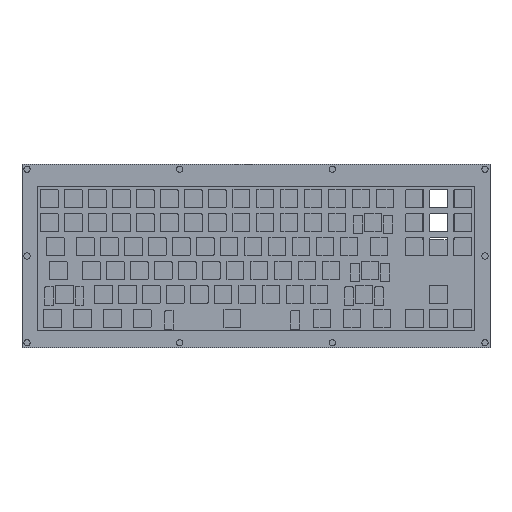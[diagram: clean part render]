
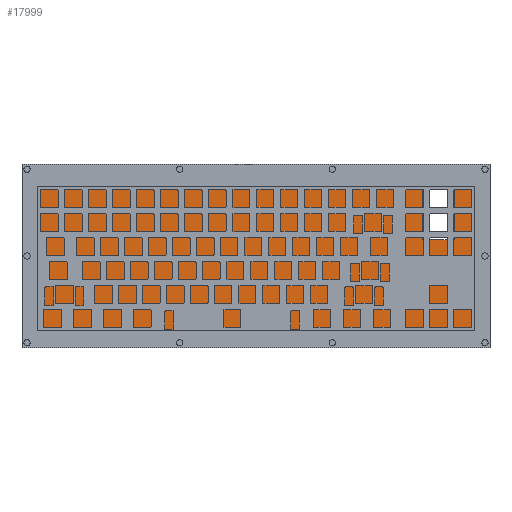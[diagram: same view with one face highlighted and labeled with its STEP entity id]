
A CAD part, top view. The second image highlights one B-rep face of the part: STEP entity #17999.
In plain terms, the highlighted planar face has unit normal (0, 0, 1).
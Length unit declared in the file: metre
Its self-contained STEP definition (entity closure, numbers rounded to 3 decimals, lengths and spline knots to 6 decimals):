
#42=CIRCLE('',#19147,0.00165);
#44=CIRCLE('',#19150,0.00165);
#46=CIRCLE('',#19153,0.00165);
#48=CIRCLE('',#19156,0.00165);
#50=CIRCLE('',#19159,0.00165);
#52=CIRCLE('',#19162,0.00165);
#54=CIRCLE('',#19165,0.00165);
#56=CIRCLE('',#19168,0.00165);
#58=CIRCLE('',#19171,0.00165);
#60=CIRCLE('',#19175,0.00165);
#1525=ORIENTED_EDGE('',*,*,#6815,.T.);
#1526=ORIENTED_EDGE('',*,*,#6819,.F.);
#1527=ORIENTED_EDGE('',*,*,#6822,.F.);
#1528=ORIENTED_EDGE('',*,*,#6825,.T.);
#1529=ORIENTED_EDGE('',*,*,#6828,.T.);
#1530=ORIENTED_EDGE('',*,*,#6831,.F.);
#1531=ORIENTED_EDGE('',*,*,#6834,.F.);
#1532=ORIENTED_EDGE('',*,*,#6854,.T.);
#1533=ORIENTED_EDGE('',*,*,#6851,.F.);
#1534=ORIENTED_EDGE('',*,*,#6849,.F.);
#1535=ORIENTED_EDGE('',*,*,#6847,.F.);
#1536=ORIENTED_EDGE('',*,*,#6845,.F.);
#1537=ORIENTED_EDGE('',*,*,#6843,.F.);
#1538=ORIENTED_EDGE('',*,*,#6841,.F.);
#1539=ORIENTED_EDGE('',*,*,#6839,.F.);
#1540=ORIENTED_EDGE('',*,*,#6837,.F.);
#1541=ORIENTED_EDGE('',*,*,#6835,.F.);
#1542=ORIENTED_EDGE('',*,*,#6855,.F.);
#6815=EDGE_CURVE('',#9486,#9485,#11319,.T.);
#6819=EDGE_CURVE('',#9488,#9485,#11323,.T.);
#6822=EDGE_CURVE('',#9490,#9488,#11326,.T.);
#6825=EDGE_CURVE('',#9490,#9492,#11329,.T.);
#6828=EDGE_CURVE('',#9492,#9494,#11332,.T.);
#6831=EDGE_CURVE('',#9496,#9494,#11335,.T.);
#6834=EDGE_CURVE('',#9498,#9496,#11338,.T.);
#6835=EDGE_CURVE('',#9499,#9499,#42,.T.);
#6837=EDGE_CURVE('',#9501,#9501,#44,.T.);
#6839=EDGE_CURVE('',#9503,#9503,#46,.T.);
#6841=EDGE_CURVE('',#9505,#9505,#48,.T.);
#6843=EDGE_CURVE('',#9507,#9507,#50,.T.);
#6845=EDGE_CURVE('',#9509,#9509,#52,.T.);
#6847=EDGE_CURVE('',#9511,#9511,#54,.T.);
#6849=EDGE_CURVE('',#9513,#9513,#56,.T.);
#6851=EDGE_CURVE('',#9515,#9515,#58,.T.);
#6854=EDGE_CURVE('',#9498,#9486,#11340,.T.);
#6855=EDGE_CURVE('',#9517,#9517,#60,.T.);
#9485=VERTEX_POINT('',#26677);
#9486=VERTEX_POINT('',#26679);
#9488=VERTEX_POINT('',#26685);
#9490=VERTEX_POINT('',#26691);
#9492=VERTEX_POINT('',#26697);
#9494=VERTEX_POINT('',#26703);
#9496=VERTEX_POINT('',#26709);
#9498=VERTEX_POINT('',#26715);
#9499=VERTEX_POINT('',#26719);
#9501=VERTEX_POINT('',#26724);
#9503=VERTEX_POINT('',#26729);
#9505=VERTEX_POINT('',#26734);
#9507=VERTEX_POINT('',#26739);
#9509=VERTEX_POINT('',#26744);
#9511=VERTEX_POINT('',#26749);
#9513=VERTEX_POINT('',#26754);
#9515=VERTEX_POINT('',#26759);
#9517=VERTEX_POINT('',#26767);
#11319=LINE('',#26678,#13035);
#11323=LINE('',#26686,#13039);
#11326=LINE('',#26692,#13042);
#11329=LINE('',#26698,#13045);
#11332=LINE('',#26704,#13048);
#11335=LINE('',#26710,#13051);
#11338=LINE('',#26716,#13054);
#11340=LINE('',#26764,#13056);
#13035=VECTOR('',#21083,1.);
#13039=VECTOR('',#21089,1.);
#13042=VECTOR('',#21094,1.);
#13045=VECTOR('',#21099,1.);
#13048=VECTOR('',#21104,1.);
#13051=VECTOR('',#21109,1.);
#13054=VECTOR('',#21114,1.);
#13056=VECTOR('',#21172,1.);
#14777=EDGE_LOOP('',(#1525,#1526,#1527,#1528,#1529,#1530,#1531,#1532));
#14778=EDGE_LOOP('',(#1533));
#14779=EDGE_LOOP('',(#1534));
#14780=EDGE_LOOP('',(#1535));
#14781=EDGE_LOOP('',(#1536));
#14782=EDGE_LOOP('',(#1537));
#14783=EDGE_LOOP('',(#1538));
#14784=EDGE_LOOP('',(#1539));
#14785=EDGE_LOOP('',(#1540));
#14786=EDGE_LOOP('',(#1541));
#14787=EDGE_LOOP('',(#1542));
#16147=FACE_BOUND('',#14777,.T.);
#16148=FACE_BOUND('',#14778,.T.);
#16149=FACE_BOUND('',#14779,.T.);
#16150=FACE_BOUND('',#14780,.T.);
#16151=FACE_BOUND('',#14781,.T.);
#16152=FACE_BOUND('',#14782,.T.);
#16153=FACE_BOUND('',#14783,.T.);
#16154=FACE_BOUND('',#14784,.T.);
#16155=FACE_BOUND('',#14785,.T.);
#16156=FACE_BOUND('',#14786,.T.);
#16157=FACE_BOUND('',#14787,.T.);
#17497=PLANE('',#19177);
#17999=ADVANCED_FACE('',(#16147,#16148,#16149,#16150,#16151,#16152,#16153,
#16154,#16155,#16156,#16157),#17497,.T.);
#19147=AXIS2_PLACEMENT_3D('',#26718,#21117,#21118);
#19150=AXIS2_PLACEMENT_3D('',#26723,#21123,#21124);
#19153=AXIS2_PLACEMENT_3D('',#26728,#21129,#21130);
#19156=AXIS2_PLACEMENT_3D('',#26733,#21135,#21136);
#19159=AXIS2_PLACEMENT_3D('',#26738,#21141,#21142);
#19162=AXIS2_PLACEMENT_3D('',#26743,#21147,#21148);
#19165=AXIS2_PLACEMENT_3D('',#26748,#21153,#21154);
#19168=AXIS2_PLACEMENT_3D('',#26753,#21159,#21160);
#19171=AXIS2_PLACEMENT_3D('',#26758,#21165,#21166);
#19175=AXIS2_PLACEMENT_3D('',#26766,#21175,#21176);
#19177=AXIS2_PLACEMENT_3D('',#26770,#21179,#21180);
#21083=DIRECTION('',(-1.,0.,0.));
#21089=DIRECTION('',(0.,-1.,0.));
#21094=DIRECTION('',(1.,0.,0.));
#21099=DIRECTION('',(0.,-1.,0.));
#21104=DIRECTION('',(1.,0.,0.));
#21109=DIRECTION('',(0.,-1.,0.));
#21114=DIRECTION('',(1.,0.,0.));
#21117=DIRECTION('',(0.,0.,1.));
#21118=DIRECTION('',(1.,0.,0.));
#21123=DIRECTION('',(0.,0.,1.));
#21124=DIRECTION('',(1.,0.,0.));
#21129=DIRECTION('',(0.,0.,1.));
#21130=DIRECTION('',(1.,0.,0.));
#21135=DIRECTION('',(0.,0.,1.));
#21136=DIRECTION('',(1.,0.,0.));
#21141=DIRECTION('',(0.,0.,1.));
#21142=DIRECTION('',(1.,0.,0.));
#21147=DIRECTION('',(0.,0.,1.));
#21148=DIRECTION('',(1.,0.,0.));
#21153=DIRECTION('',(0.,0.,1.));
#21154=DIRECTION('',(1.,0.,0.));
#21159=DIRECTION('',(0.,0.,1.));
#21160=DIRECTION('',(1.,0.,0.));
#21165=DIRECTION('',(0.,0.,1.));
#21166=DIRECTION('',(1.,0.,0.));
#21172=DIRECTION('',(0.,-1.,0.));
#21175=DIRECTION('',(0.,0.,1.));
#21176=DIRECTION('',(1.,0.,0.));
#21179=DIRECTION('',(0.,0.,1.));
#21180=DIRECTION('',(1.,0.,0.));
#26677=CARTESIAN_POINT('',(0.1325,0.013,0.0035));
#26678=CARTESIAN_POINT('',(0.154668,0.013,0.0035));
#26679=CARTESIAN_POINT('',(0.1575,0.013,0.0035));
#26685=CARTESIAN_POINT('',(0.1325,0.073,0.0035));
#26686=CARTESIAN_POINT('',(0.1325,0.069,0.0035));
#26691=CARTESIAN_POINT('',(-0.186,0.073,0.0035));
#26692=CARTESIAN_POINT('',(-0.02675,0.073,0.0035));
#26697=CARTESIAN_POINT('',(-0.186,-0.073,0.0035));
#26698=CARTESIAN_POINT('',(-0.186,0.,0.0035));
#26703=CARTESIAN_POINT('',(0.186,-0.073,0.0035));
#26704=CARTESIAN_POINT('',(0.,-0.073,0.0035));
#26709=CARTESIAN_POINT('',(0.186,0.073,0.0035));
#26710=CARTESIAN_POINT('',(0.186,0.,0.0035));
#26715=CARTESIAN_POINT('',(0.1575,0.073,0.0035));
#26716=CARTESIAN_POINT('',(0.17175,0.073,0.0035));
#26718=CARTESIAN_POINT('',(-0.182,-0.069,0.0035));
#26719=CARTESIAN_POINT('',(-0.18035,-0.069,0.0035));
#26723=CARTESIAN_POINT('',(-0.060667,-0.069,0.0035));
#26724=CARTESIAN_POINT('',(-0.059017,-0.069,0.0035));
#26728=CARTESIAN_POINT('',(0.060667,-0.069,0.0035));
#26729=CARTESIAN_POINT('',(0.062317,-0.069,0.0035));
#26733=CARTESIAN_POINT('',(0.182,-0.069,0.0035));
#26734=CARTESIAN_POINT('',(0.18365,-0.069,0.0035));
#26738=CARTESIAN_POINT('',(0.182,0.,0.0035));
#26739=CARTESIAN_POINT('',(0.18365,0.,0.0035));
#26743=CARTESIAN_POINT('',(0.182,0.069,0.0035));
#26744=CARTESIAN_POINT('',(0.18365,0.069,0.0035));
#26748=CARTESIAN_POINT('',(0.060667,0.069,0.0035));
#26749=CARTESIAN_POINT('',(0.062317,0.069,0.0035));
#26753=CARTESIAN_POINT('',(-0.060667,0.069,0.0035));
#26754=CARTESIAN_POINT('',(-0.059017,0.069,0.0035));
#26758=CARTESIAN_POINT('',(-0.182,0.069,0.0035));
#26759=CARTESIAN_POINT('',(-0.18035,0.069,0.0035));
#26764=CARTESIAN_POINT('',(0.1575,0.069,0.0035));
#26766=CARTESIAN_POINT('',(-0.182,0.,0.0035));
#26767=CARTESIAN_POINT('',(-0.18035,0.,0.0035));
#26770=CARTESIAN_POINT('',(0.,0.,0.0035));
